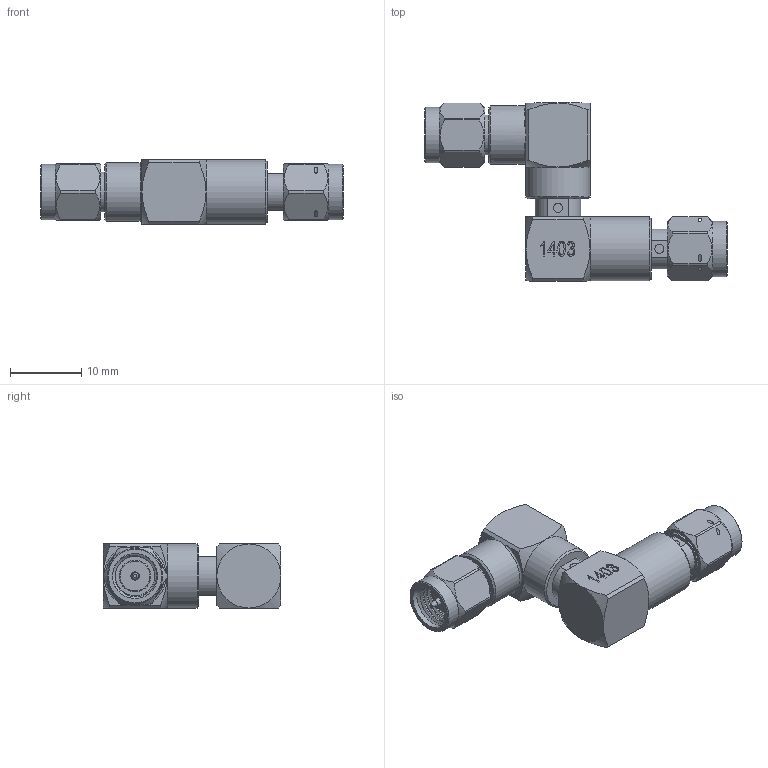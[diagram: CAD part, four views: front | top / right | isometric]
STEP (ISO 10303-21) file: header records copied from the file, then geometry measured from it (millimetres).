
FILE_DESCRIPTION (( 'STEP AP203' ), '1' );
FILE_NAME ('LCAD1403_3D.step', '2022-01-29T02:19:11', ( '' ), ( '' ), 'SwSTEP 2.0', 'SolidWorks 2021', '' );
FILE_SCHEMA (( 'CONFIG_CONTROL_DESIGN' ));
Length unit declared in the file: inch
Products named in the file (1): LCAD1403_3D
Bounding box: 42.45 x 24.99 x 9 mm (x, y, z)
Volume: 3339.6 mm3; surface area: 2454.1 mm2
Topology: 1 solids, 1 shells, 201 faces, 522 edges, 349 vertices
Faces by surface type: plane 85, cylinder 51, bspline 32, cone 31, torus 2
Full cylindrical faces by diameter (mm): 0.508 x3, 0.94 x2, 1.194 x2, 1.27 x2, 4.445 x2, 5.588 x1, 6.35 x14, 6.604 x2, 7.762 x2, 8.255 x1, 9 x2
Entity records: 10216 total; most frequent: CARTESIAN_POINT 6025, ORIENTED_EDGE 922, DIRECTION 671, EDGE_CURVE 461, VERTEX_POINT 338, AXIS2_PLACEMENT_3D 260, EDGE_LOOP 259, FACE_OUTER_BOUND 214
